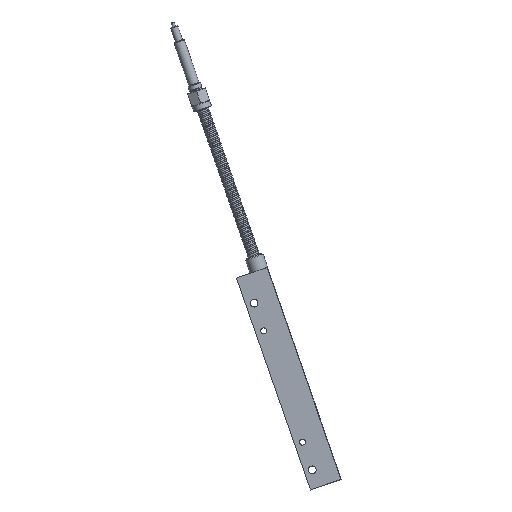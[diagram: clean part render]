
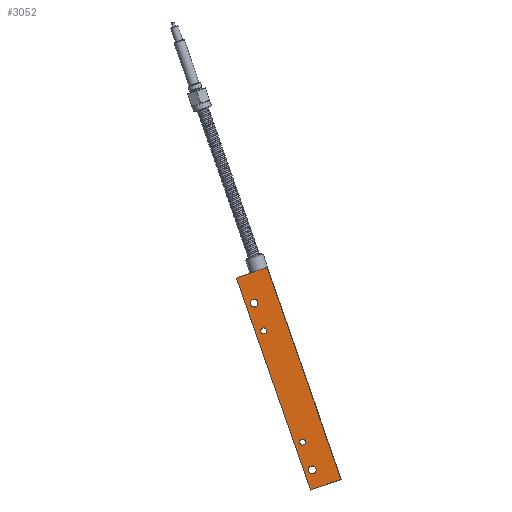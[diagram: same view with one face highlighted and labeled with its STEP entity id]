
A CAD part, left-side view. The second image highlights one B-rep face of the part: STEP entity #3052.
In plain terms, the highlighted face is planar.
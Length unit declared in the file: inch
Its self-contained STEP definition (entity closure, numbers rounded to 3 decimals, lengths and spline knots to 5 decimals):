
#300=LINE('',#4860,#483);
#302=LINE('',#4864,#485);
#303=LINE('',#4866,#486);
#304=LINE('',#4867,#487);
#483=VECTOR('',#3879,0.3937);
#485=VECTOR('',#3883,0.3937);
#486=VECTOR('',#3884,0.3937);
#487=VECTOR('',#3885,0.3937);
#631=PLANE('',#3391);
#720=FACE_BOUND('',#1070,.T.);
#721=FACE_BOUND('',#1071,.T.);
#722=FACE_BOUND('',#1072,.T.);
#723=FACE_BOUND('',#1073,.T.);
#849=FACE_OUTER_BOUND('',#1069,.T.);
#1069=EDGE_LOOP('',(#2279,#2280,#2281,#2282));
#1070=EDGE_LOOP('',(#2283));
#1071=EDGE_LOOP('',(#2284));
#1072=EDGE_LOOP('',(#2285));
#1073=EDGE_LOOP('',(#2286));
#1363=CIRCLE('',#3353,0.13281);
#1365=CIRCLE('',#3356,0.10156);
#1367=CIRCLE('',#3359,0.10156);
#1369=CIRCLE('',#3362,0.13281);
#1513=VERTEX_POINT('',#4722);
#1515=VERTEX_POINT('',#4727);
#1517=VERTEX_POINT('',#4732);
#1519=VERTEX_POINT('',#4737);
#1560=VERTEX_POINT('',#4857);
#1561=VERTEX_POINT('',#4859);
#1562=VERTEX_POINT('',#4863);
#1563=VERTEX_POINT('',#4865);
#1801=EDGE_CURVE('',#1513,#1513,#1363,.T.);
#1803=EDGE_CURVE('',#1515,#1515,#1365,.T.);
#1805=EDGE_CURVE('',#1517,#1517,#1367,.T.);
#1807=EDGE_CURVE('',#1519,#1519,#1369,.T.);
#1867=EDGE_CURVE('',#1561,#1560,#300,.T.);
#1869=EDGE_CURVE('',#1560,#1562,#302,.T.);
#1870=EDGE_CURVE('',#1563,#1562,#303,.T.);
#1871=EDGE_CURVE('',#1561,#1563,#304,.T.);
#2279=ORIENTED_EDGE('',*,*,#1869,.T.);
#2280=ORIENTED_EDGE('',*,*,#1870,.F.);
#2281=ORIENTED_EDGE('',*,*,#1871,.F.);
#2282=ORIENTED_EDGE('',*,*,#1867,.T.);
#2283=ORIENTED_EDGE('',*,*,#1801,.T.);
#2284=ORIENTED_EDGE('',*,*,#1803,.T.);
#2285=ORIENTED_EDGE('',*,*,#1805,.T.);
#2286=ORIENTED_EDGE('',*,*,#1807,.T.);
#3052=ADVANCED_FACE('',(#849,#720,#721,#722,#723),#631,.T.);
#3353=AXIS2_PLACEMENT_3D('',#4723,#3752,#3753);
#3356=AXIS2_PLACEMENT_3D('',#4728,#3758,#3759);
#3359=AXIS2_PLACEMENT_3D('',#4733,#3764,#3765);
#3362=AXIS2_PLACEMENT_3D('',#4738,#3770,#3771);
#3391=AXIS2_PLACEMENT_3D('',#4862,#3881,#3882);
#3752=DIRECTION('center_axis',(1.,0.,0.));
#3753=DIRECTION('ref_axis',(0.,0.,-1.));
#3758=DIRECTION('center_axis',(1.,0.,0.));
#3759=DIRECTION('ref_axis',(0.,0.,-1.));
#3764=DIRECTION('center_axis',(1.,0.,0.));
#3765=DIRECTION('ref_axis',(0.,0.,-1.));
#3770=DIRECTION('center_axis',(1.,0.,0.));
#3771=DIRECTION('ref_axis',(0.,0.,-1.));
#3879=DIRECTION('',(0.,0.,1.));
#3881=DIRECTION('center_axis',(-1.,0.,0.));
#3882=DIRECTION('ref_axis',(0.,0.,1.));
#3883=DIRECTION('',(0.,1.,0.));
#3884=DIRECTION('',(0.,0.,1.));
#3885=DIRECTION('',(0.,1.,0.));
#4722=CARTESIAN_POINT('',(0.,-0.28125,6.75781));
#4723=CARTESIAN_POINT('Origin',(0.,-0.28125,
6.625));
#4727=CARTESIAN_POINT('',(0.,-0.28125,5.72656));
#4728=CARTESIAN_POINT('Origin',(0.,-0.28125,
5.625));
#4732=CARTESIAN_POINT('',(0.,-0.28125,1.72656));
#4733=CARTESIAN_POINT('Origin',(0.,-0.28125,1.625));
#4737=CARTESIAN_POINT('',(0.,-0.28125,0.75781));
#4738=CARTESIAN_POINT('Origin',(0.,-0.28125,0.625));
#4857=CARTESIAN_POINT('',(0.,-1.1,7.625));
#4859=CARTESIAN_POINT('',(0.,-1.1,0.));
#4860=CARTESIAN_POINT('',(0.,-1.1,0.));
#4862=CARTESIAN_POINT('Origin',(0.,-1.1,0.));
#4863=CARTESIAN_POINT('',(0.,0.,7.625));
#4864=CARTESIAN_POINT('',(0.,-1.1,7.625));
#4865=CARTESIAN_POINT('',(0.,0.,0.));
#4866=CARTESIAN_POINT('',(0.,0.,0.));
#4867=CARTESIAN_POINT('',(0.,-1.1,0.));
